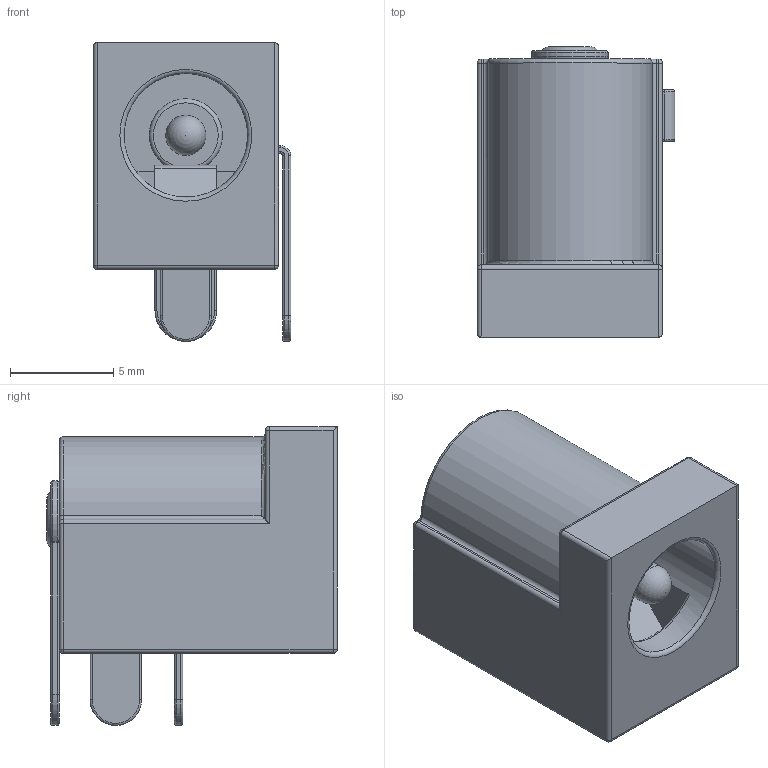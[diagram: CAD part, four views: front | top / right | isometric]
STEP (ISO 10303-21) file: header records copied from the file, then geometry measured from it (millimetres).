
FILE_DESCRIPTION(/* description */ (''),/* implementation_level */ '2;1');
FILE_NAME(/* name */ 'DC_SOCKET.step',/* time_stamp */ '2020-03-19T13:44:43+01:00',/* author */ (''),/* organization */ (''),/* preprocessor_version */ 'ST-DEVELOPER v18',/* originating_system */ 'Autodesk Translation Framework v8.12.0.6',/* authorisation */ '');
FILE_SCHEMA (('AUTOMOTIVE_DESIGN { 1 0 10303 214 3 1 1 }'));
Length unit declared in the file: millimetre
Products named in the file (2): J4; DC-10A
Assembly tree (1 placements, depth 2):
  J4
    DC-10A
Bounding box: 9.6 x 14.1 x 14.5 mm (x, y, z)
Volume: 813.3 mm3; surface area: 1383.2 mm2
Topology: 5 solids, 5 shells, 136 faces, 322 edges, 193 vertices
Faces by surface type: cylinder 51, plane 49, torus 25, sphere 10, cone 1
Full cylindrical faces by diameter (mm): 1.95 x2, 6 x1
Entity records: 3950 total; most frequent: DIRECTION 741, CARTESIAN_POINT 685, ORIENTED_EDGE 626, EDGE_CURVE 313, AXIS2_PLACEMENT_3D 293, VERTEX_POINT 193, LINE 155, VECTOR 155
